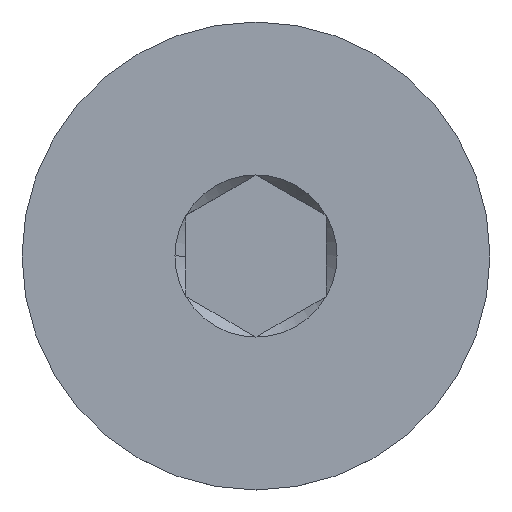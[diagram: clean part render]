
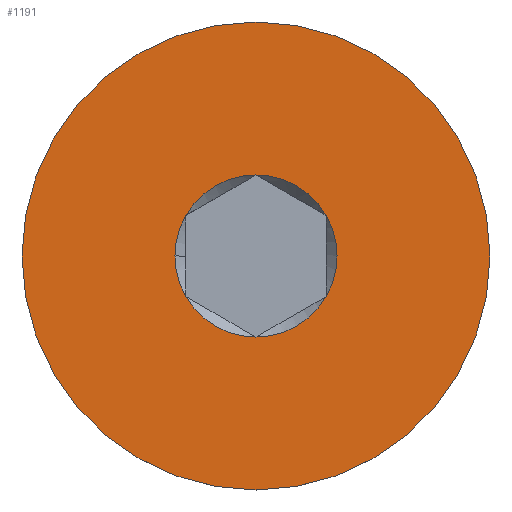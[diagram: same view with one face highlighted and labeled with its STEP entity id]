
A CAD part, top view. The second image highlights one B-rep face of the part: STEP entity #1191.
In plain terms, the highlighted planar face has unit normal (0, 0, 1).
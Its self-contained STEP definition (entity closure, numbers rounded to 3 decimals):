
#35 = DIRECTION ( 'NONE',  ( 0., -1., 0. ) ) ;
#65 = CIRCLE ( 'NONE', #3586, 0.866 ) ;
#110 = VERTEX_POINT ( 'NONE', #1711 ) ;
#206 = DIRECTION ( 'NONE',  ( 0., -1., 0. ) ) ;
#228 = CIRCLE ( 'NONE', #2117, 0.866 ) ;
#270 = DIRECTION ( 'NONE',  ( 0., 1., 0. ) ) ;
#360 = VERTEX_POINT ( 'NONE', #2177 ) ;
#400 = CARTESIAN_POINT ( 'NONE',  ( 0., 0., 5. ) ) ;
#470 = VERTEX_POINT ( 'NONE', #3609 ) ;
#479 = CARTESIAN_POINT ( 'NONE',  ( 0., 0., 5. ) ) ;
#490 = DIRECTION ( 'NONE',  ( 0., 0., -1. ) ) ;
#507 = CARTESIAN_POINT ( 'NONE',  ( 0., 0., 5. ) ) ;
#512 = DIRECTION ( 'NONE',  ( 0., 0., -1. ) ) ;
#599 = PLANE ( 'NONE',  #1734 ) ;
#696 = EDGE_CURVE ( 'NONE', #2725, #1291, #934, .T. ) ;
#868 = AXIS2_PLACEMENT_3D ( 'NONE', #4365, #2299, #206 ) ;
#934 = CIRCLE ( 'NONE', #3407, 0.866 ) ;
#973 = DIRECTION ( 'NONE',  ( -1., 0., 0. ) ) ;
#1107 = VERTEX_POINT ( 'NONE', #1346 ) ;
#1191 = ADVANCED_FACE ( 'NONE', ( #1205, #2956 ), #599, .F. ) ;
#1205 = FACE_OUTER_BOUND ( 'NONE', #3658, .T. ) ;
#1291 = VERTEX_POINT ( 'NONE', #3813 ) ;
#1301 = DIRECTION ( 'NONE',  ( 0., 0., -1. ) ) ;
#1327 = AXIS2_PLACEMENT_3D ( 'NONE', #400, #2492, #4263 ) ;
#1346 = CARTESIAN_POINT ( 'NONE',  ( 0.75, -0.433, 5. ) ) ;
#1459 = ORIENTED_EDGE ( 'NONE', *, *, #2322, .T. ) ;
#1468 = VERTEX_POINT ( 'NONE', #1755 ) ;
#1517 = ORIENTED_EDGE ( 'NONE', *, *, #2915, .T. ) ;
#1625 = ORIENTED_EDGE ( 'NONE', *, *, #2876, .T. ) ;
#1699 = ORIENTED_EDGE ( 'NONE', *, *, #4152, .T. ) ;
#1711 = CARTESIAN_POINT ( 'NONE',  ( 0.75, 0.433, 5. ) ) ;
#1729 = EDGE_CURVE ( 'NONE', #110, #1107, #3456, .T. ) ;
#1734 = AXIS2_PLACEMENT_3D ( 'NONE', #2701, #4091, #270 ) ;
#1737 = ORIENTED_EDGE ( 'NONE', *, *, #4209, .T. ) ;
#1755 = CARTESIAN_POINT ( 'NONE',  ( 0., 2.5, 5. ) ) ;
#1776 = CARTESIAN_POINT ( 'NONE',  ( 0., -2.5, 5. ) ) ;
#2035 = DIRECTION ( 'NONE',  ( 0., 0., -1. ) ) ;
#2117 = AXIS2_PLACEMENT_3D ( 'NONE', #479, #2234, #3612 ) ;
#2177 = CARTESIAN_POINT ( 'NONE',  ( -0.866, 0., 5. ) ) ;
#2234 = DIRECTION ( 'NONE',  ( 0., 0., -1. ) ) ;
#2244 = DIRECTION ( 'NONE',  ( -1., 0., 0. ) ) ;
#2299 = DIRECTION ( 'NONE',  ( 0., 0., 1. ) ) ;
#2320 = CARTESIAN_POINT ( 'NONE',  ( 0., 0., 5. ) ) ;
#2322 = EDGE_CURVE ( 'NONE', #1468, #3313, #2418, .T. ) ;
#2357 = CIRCLE ( 'NONE', #2639, 0.866 ) ;
#2418 = CIRCLE ( 'NONE', #868, 2.5 ) ;
#2433 = AXIS2_PLACEMENT_3D ( 'NONE', #2320, #1301, #2656 ) ;
#2459 = CARTESIAN_POINT ( 'NONE',  ( 0., 0., 5. ) ) ;
#2492 = DIRECTION ( 'NONE',  ( 0., 0., -1. ) ) ;
#2537 = ORIENTED_EDGE ( 'NONE', *, *, #1729, .T. ) ;
#2540 = VERTEX_POINT ( 'NONE', #4131 ) ;
#2603 = EDGE_LOOP ( 'NONE', ( #4449, #3807, #2537, #3485, #1517, #1737, #1625 ) ) ;
#2639 = AXIS2_PLACEMENT_3D ( 'NONE', #2459, #4181, #2808 ) ;
#2656 = DIRECTION ( 'NONE',  ( -1., 0., 0. ) ) ;
#2697 = EDGE_CURVE ( 'NONE', #1291, #110, #3251, .T. ) ;
#2701 = CARTESIAN_POINT ( 'NONE',  ( 0., 0., 5. ) ) ;
#2725 = VERTEX_POINT ( 'NONE', #4218 ) ;
#2808 = DIRECTION ( 'NONE',  ( -1., 0., 0. ) ) ;
#2860 = DIRECTION ( 'NONE',  ( 0., 0., 1. ) ) ;
#2876 = EDGE_CURVE ( 'NONE', #360, #2725, #228, .T. ) ;
#2914 = AXIS2_PLACEMENT_3D ( 'NONE', #4080, #512, #3288 ) ;
#2915 = EDGE_CURVE ( 'NONE', #470, #2540, #3452, .T. ) ;
#2956 = FACE_BOUND ( 'NONE', #2603, .T. ) ;
#2982 = AXIS2_PLACEMENT_3D ( 'NONE', #4197, #2860, #35 ) ;
#3066 = CARTESIAN_POINT ( 'NONE',  ( 0., 0., 5. ) ) ;
#3251 = CIRCLE ( 'NONE', #1327, 0.866 ) ;
#3288 = DIRECTION ( 'NONE',  ( -1., 0., 0. ) ) ;
#3313 = VERTEX_POINT ( 'NONE', #1776 ) ;
#3407 = AXIS2_PLACEMENT_3D ( 'NONE', #3066, #2035, #973 ) ;
#3452 = CIRCLE ( 'NONE', #2914, 0.866 ) ;
#3456 = CIRCLE ( 'NONE', #2433, 0.866 ) ;
#3485 = ORIENTED_EDGE ( 'NONE', *, *, #4022, .T. ) ;
#3586 = AXIS2_PLACEMENT_3D ( 'NONE', #507, #490, #2244 ) ;
#3609 = CARTESIAN_POINT ( 'NONE',  ( 0., -0.866, 5. ) ) ;
#3612 = DIRECTION ( 'NONE',  ( -1., 0., 0. ) ) ;
#3618 = CIRCLE ( 'NONE', #2982, 2.5 ) ;
#3658 = EDGE_LOOP ( 'NONE', ( #1699, #1459 ) ) ;
#3807 = ORIENTED_EDGE ( 'NONE', *, *, #2697, .T. ) ;
#3813 = CARTESIAN_POINT ( 'NONE',  ( 0., 0.866, 5. ) ) ;
#4022 = EDGE_CURVE ( 'NONE', #1107, #470, #2357, .T. ) ;
#4080 = CARTESIAN_POINT ( 'NONE',  ( 0., 0., 5. ) ) ;
#4091 = DIRECTION ( 'NONE',  ( 0., 0., -1. ) ) ;
#4131 = CARTESIAN_POINT ( 'NONE',  ( -0.75, -0.433, 5. ) ) ;
#4152 = EDGE_CURVE ( 'NONE', #3313, #1468, #3618, .T. ) ;
#4181 = DIRECTION ( 'NONE',  ( 0., 0., -1. ) ) ;
#4197 = CARTESIAN_POINT ( 'NONE',  ( 0., 0., 5. ) ) ;
#4209 = EDGE_CURVE ( 'NONE', #2540, #360, #65, .T. ) ;
#4218 = CARTESIAN_POINT ( 'NONE',  ( -0.75, 0.433, 5. ) ) ;
#4263 = DIRECTION ( 'NONE',  ( -1., 0., 0. ) ) ;
#4365 = CARTESIAN_POINT ( 'NONE',  ( 0., 0., 5. ) ) ;
#4449 = ORIENTED_EDGE ( 'NONE', *, *, #696, .T. ) ;
